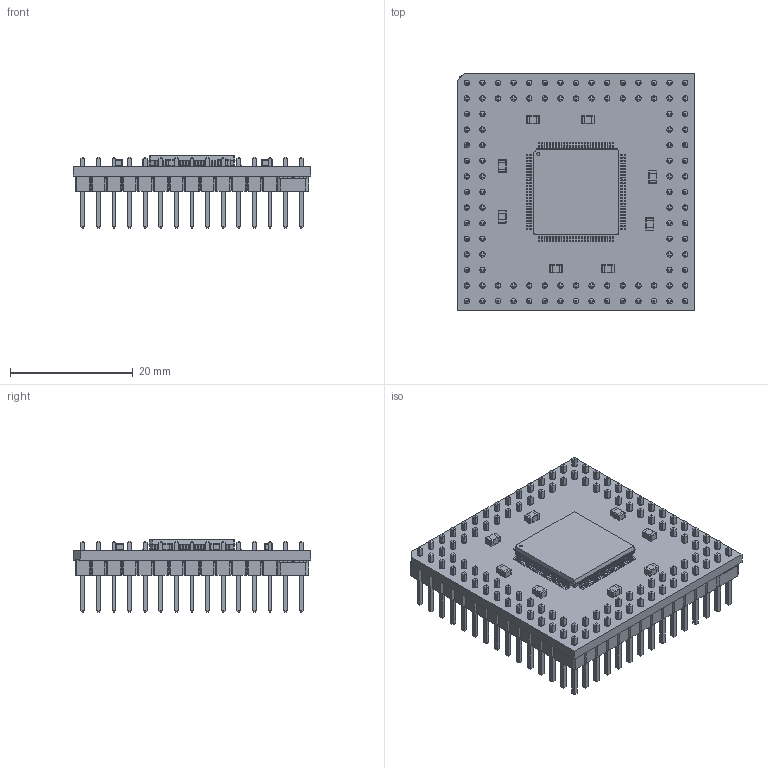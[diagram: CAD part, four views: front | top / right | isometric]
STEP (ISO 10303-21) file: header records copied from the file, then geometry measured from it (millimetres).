
FILE_DESCRIPTION(('Open CASCADE Model'),'2;1');
FILE_NAME('Open CASCADE Shape Model','2020-02-29T11:35:36',('Author'),( 'Open CASCADE'),'Open CASCADE STEP processor 6.8','Open CASCADE 6.8' ,'Unknown');
FILE_SCHEMA(('AUTOMOTIVE_DESIGN { 1 0 10303 214 1 1 1 1 }'));
Length unit declared in the file: millimetre
Products named in the file (42): PCB; Board; U1; QFP50P1600X1600X170-100N; C1; CAPC2012X110N; C2; C3; C4; C5; C6; C7; C8; Free-Models; 65825; Open CASCADE STEP translator 6.8 2.11.1.1; Open CASCADE STEP translator 6.8 2.11.1.2; Open CASCADE STEP translator 6.8 2.11.1.3; Open CASCADE STEP translator 6.8 2.11.1.4; Open CASCADE STEP translator 6.8 2.11.1.5; Open CASCADE STEP translator 6.8 2.11.1.6; Open CASCADE STEP translator 6.8 2.11.1.7; Open CASCADE STEP translator 6.8 2.11.1.8; Open CASCADE STEP translator 6.8 2.11.1.9; Open CASCADE STEP translator 6.8 2.11.1.10; Open CASCADE STEP translator 6.8 2.11.1.11; Open CASCADE STEP translator 6.8 2.11.1.12; Open CASCADE STEP translator 6.8 2.11.1.13; Open CASCADE STEP translator 6.8 2.11.1.14; Open CASCADE STEP translator 6.8 2.11.1.15; Open CASCADE STEP translator 6.8 2.11.1.16; Open CASCADE STEP translator 6.8 2.11.1.17; Open CASCADE STEP translator 6.8 2.11.1.18; Open CASCADE STEP translator 6.8 2.11.1.19; Open CASCADE STEP translator 6.8 2.11.1.20; Open CASCADE STEP translator 6.8 2.11.1.21; Open CASCADE STEP translator 6.8 2.11.1.22; Open CASCADE STEP translator 6.8 2.11.1.23; Open CASCADE STEP translator 6.8 2.11.1.24; Open CASCADE STEP translator 6.8 2.11.1.25 ...
Assembly tree (51 placements, depth 4):
  PCB
    Board
    U1
      QFP50P1600X1600X170-100N
    C1
      CAPC2012X110N
    C2
      CAPC2012X110N
    C3
      CAPC2012X110N
    C4
      CAPC2012X110N
    C5
      CAPC2012X110N
    C6
      CAPC2012X110N
    C7
      CAPC2012X110N
    C8
      CAPC2012X110N
    Free-Models
      65825  x4
        Open CASCADE STEP translator 6.8 2.11.1.1
        Open CASCADE STEP translator 6.8 2.11.1.2
        Open CASCADE STEP translator 6.8 2.11.1.3
        Open CASCADE STEP translator 6.8 2.11.1.4
        Open CASCADE STEP translator 6.8 2.11.1.5
        Open CASCADE STEP translator 6.8 2.11.1.6
        Open CASCADE STEP translator 6.8 2.11.1.7
        Open CASCADE STEP translator 6.8 2.11.1.8
        Open CASCADE STEP translator 6.8 2.11.1.9
        Open CASCADE STEP translator 6.8 2.11.1.10
        Open CASCADE STEP translator 6.8 2.11.1.11
        Open CASCADE STEP translator 6.8 2.11.1.12
        Open CASCADE STEP translator 6.8 2.11.1.13
        Open CASCADE STEP translator 6.8 2.11.1.14
        Open CASCADE STEP translator 6.8 2.11.1.15
        Open CASCADE STEP translator 6.8 2.11.1.16
        Open CASCADE STEP translator 6.8 2.11.1.17
        Open CASCADE STEP translator 6.8 2.11.1.18
        Open CASCADE STEP translator 6.8 2.11.1.19
        Open CASCADE STEP translator 6.8 2.11.1.20
        Open CASCADE STEP translator 6.8 2.11.1.21
        Open CASCADE STEP translator 6.8 2.11.1.22
        Open CASCADE STEP translator 6.8 2.11.1.23
        Open CASCADE STEP translator 6.8 2.11.1.24
        Open CASCADE STEP translator 6.8 2.11.1.25
        Open CASCADE STEP translator 6.8 2.11.1.26
        Open CASCADE STEP translator 6.8 2.11.1.27
Bounding box: 38.61 x 38.61 x 11.77 mm (x, y, z)
Volume: 4396.8 mm3; surface area: 10156.8 mm2
Topology: 234 solids, 234 shells, 4316 faces, 10565 edges, 6654 vertices
Faces by surface type: plane 3077, bspline 700, cylinder 469, sphere 64, cone 6
Full cylindrical faces by diameter (mm): 0.889 x104
Entity records: 73619 total; most frequent: CARTESIAN_POINT 16259, ORIENTED_EDGE 11042, DIRECTION 9665, EDGE_CURVE 5521, LINE 4457, VECTOR 4457, VERTEX_POINT 3598, AXIS2_PLACEMENT_3D 2604
